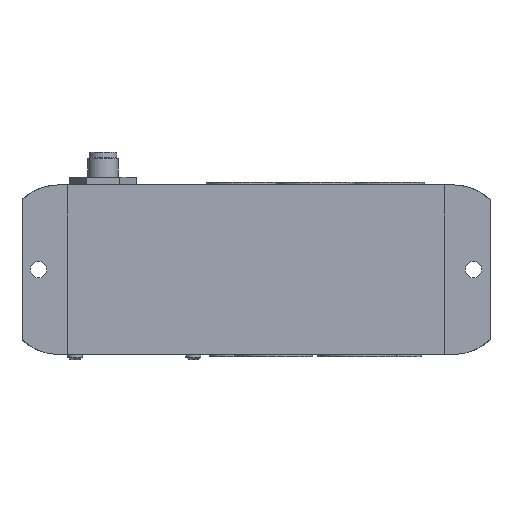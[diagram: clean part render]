
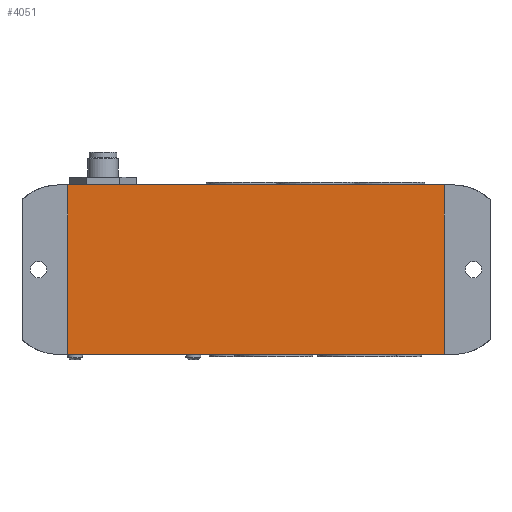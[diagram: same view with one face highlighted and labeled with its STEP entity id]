
A CAD part, front view. The second image highlights one B-rep face of the part: STEP entity #4051.
In plain terms, the highlighted planar face has unit normal (0, -1, 0).
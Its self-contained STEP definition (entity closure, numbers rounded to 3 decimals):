
#654=ORIENTED_EDGE('',*,*,#1599,.T.);
#655=ORIENTED_EDGE('',*,*,#1726,.F.);
#656=ORIENTED_EDGE('',*,*,#1727,.F.);
#657=ORIENTED_EDGE('',*,*,#1724,.T.);
#1599=EDGE_CURVE('',#2142,#2141,#2490,.T.);
#1724=EDGE_CURVE('',#2243,#2142,#2580,.T.);
#1726=EDGE_CURVE('',#2244,#2141,#2582,.T.);
#1727=EDGE_CURVE('',#2243,#2244,#2583,.T.);
#2141=VERTEX_POINT('',#6333);
#2142=VERTEX_POINT('',#6335);
#2243=VERTEX_POINT('',#6579);
#2244=VERTEX_POINT('',#6583);
#2490=LINE('',#6334,#2843);
#2580=LINE('',#6578,#2933);
#2582=LINE('',#6582,#2935);
#2583=LINE('',#6584,#2936);
#2843=VECTOR('',#5029,1000.);
#2933=VECTOR('',#5225,1000.);
#2935=VECTOR('',#5229,1000.);
#2936=VECTOR('',#5230,1000.);
#3200=EDGE_LOOP('',(#654,#655,#656,#657));
#3551=FACE_BOUND('',#3200,.T.);
#3869=PLANE('',#4435);
#4051=ADVANCED_FACE('',(#3551),#3869,.F.);
#4435=AXIS2_PLACEMENT_3D('',#6581,#5227,#5228);
#5029=DIRECTION('',(1.,0.,0.));
#5225=DIRECTION('',(0.,0.,-1.));
#5227=DIRECTION('',(0.,1.,0.));
#5228=DIRECTION('',(0.,0.,1.));
#5229=DIRECTION('',(0.,0.,-1.));
#5230=DIRECTION('',(1.,0.,0.));
#6333=CARTESIAN_POINT('',(166.989,0.5,-33.5));
#6334=CARTESIAN_POINT('',(18.011,0.5,-33.5));
#6335=CARTESIAN_POINT('',(18.011,0.5,-33.5));
#6578=CARTESIAN_POINT('',(18.011,0.5,33.5));
#6579=CARTESIAN_POINT('',(18.011,0.5,33.5));
#6581=CARTESIAN_POINT('',(18.011,0.5,33.5));
#6582=CARTESIAN_POINT('',(166.989,0.5,33.5));
#6583=CARTESIAN_POINT('',(166.989,0.5,33.5));
#6584=CARTESIAN_POINT('',(18.011,0.5,33.5));
